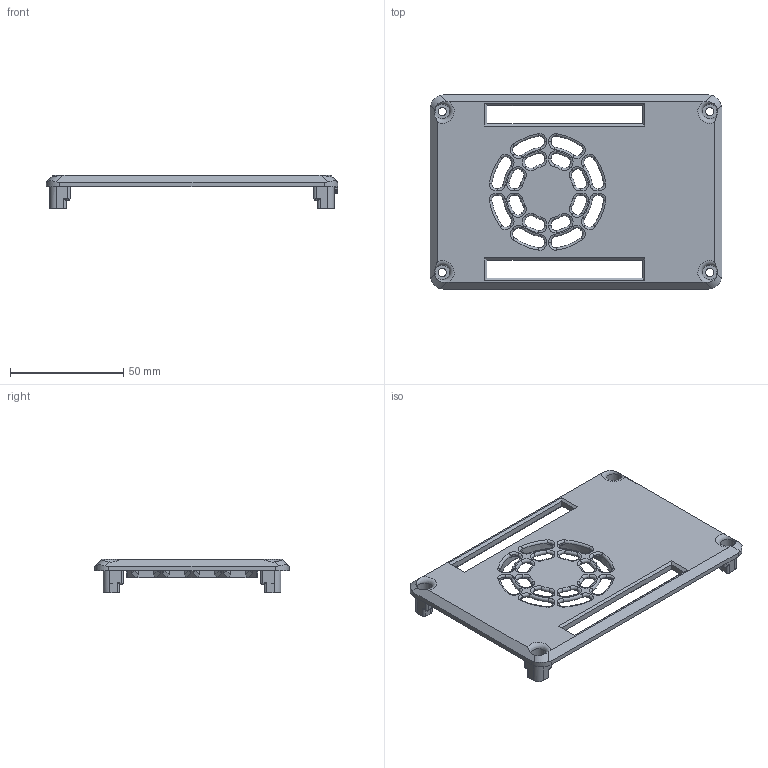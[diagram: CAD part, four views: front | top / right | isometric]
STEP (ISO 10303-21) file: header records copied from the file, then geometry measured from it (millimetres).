
FILE_DESCRIPTION(/* description */ ('Unknown'),/* implementation_level */ '2;1');
FILE_NAME(/* name */ 'top',/* time_stamp */ '2022-12-16T09:17:30+01:00',/* author */ ('Unknown'),/* organization */ ('Unknown'),/* preprocessor_version */ 'ST-DEVELOPER v16.7',/* originating_system */ 'Solid Edge',/* authorisation */ 'Unknown');
FILE_SCHEMA (('AUTOMOTIVE_DESIGN {1 0 10303 214 3 1 1}'));
Length unit declared in the file: millimetre
Products named in the file (1): top
Bounding box: 128.6 x 85.6 x 14.6 mm (x, y, z)
Volume: 23456.8 mm3; surface area: 25401.7 mm2
Topology: 1 solids, 1 shells, 425 faces, 1234 edges, 803 vertices
Faces by surface type: plane 206, torus 104, cylinder 93, bspline 20, cone 2
Full cylindrical faces by diameter (mm): 3.6 x4, 6.5 x4, 50 x1, 55 x1
Entity records: 14503 total; most frequent: CARTESIAN_POINT 3571, ORIENTED_EDGE 2408, DIRECTION 2173, EDGE_CURVE 1204, AXIS2_PLACEMENT_3D 837, VERTEX_POINT 789, LINE 499, VECTOR 499
